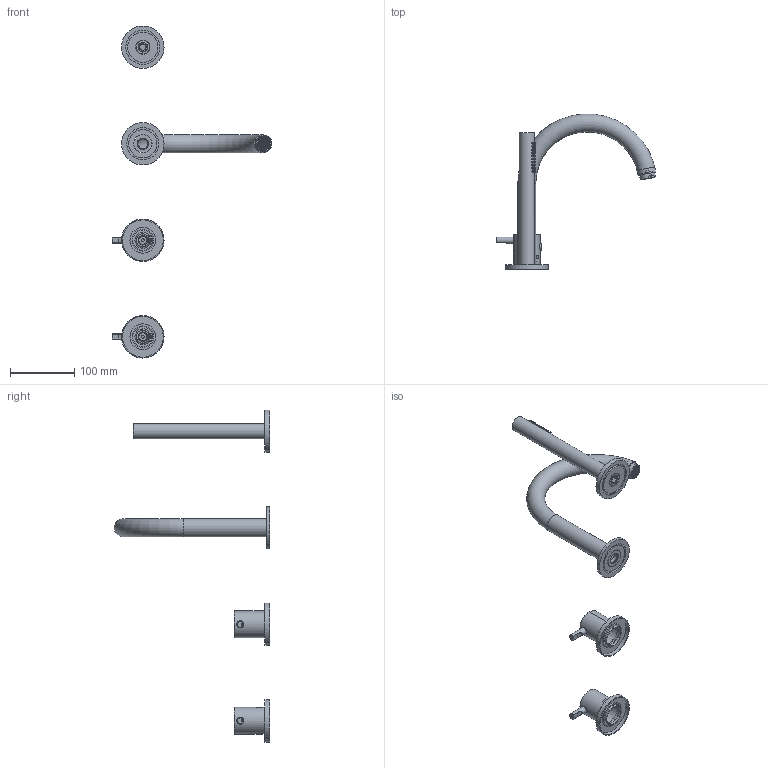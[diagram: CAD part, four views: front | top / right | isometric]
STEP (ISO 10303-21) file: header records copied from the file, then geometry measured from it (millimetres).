
FILE_DESCRIPTION (( 'STEP AP203' ), '1' );
FILE_NAME ('39CP12300.STEP', '2025-10-28T12:11:00', ( '' ), ( '' ), 'SwSTEP 2.0', 'SolidWorks 2021', '' );
FILE_SCHEMA (( 'CONFIG_CONTROL_DESIGN' ));
Length unit declared in the file: millimetre
Products named in the file (1): 39CP12300
Bounding box: 248.3 x 241.76 x 516 mm (x, y, z)
Volume: 215748.2 mm3; surface area: 179447.4 mm2
Topology: 16 solids, 16 shells, 1543 faces, 4029 edges, 2672 vertices
Faces by surface type: plane 1090, cylinder 219, cone 132, bspline 53, torus 35, sphere 14
Full cylindrical faces by diameter (mm): 3.1 x4, 3.3 x2, 4.15 x2, 4.65 x2, 9.8 x1, 10 x2, 10.2 x2, 15 x1, 15.5 x1, 16 x1, 17.4 x1, 18 x1, 19 x1, 20 x2, 20.8 x1, 21 x2, 21.1 x1, 22.5 x2, 23 x1, 23.85 x1, 24 x2, 24.5 x1, 25.6 x2, 26.4 x1, 28 x1, 28.5 x1, 28.6 x2, 31 x2, 31.2 x2, 31.6 x2
Entity records: 54031 total; most frequent: CARTESIAN_POINT 17502, ORIENTED_EDGE 7438, DIRECTION 6978, EDGE_CURVE 3719, LINE 2754, VECTOR 2754, VERTEX_POINT 2552, AXIS2_PLACEMENT_3D 2112
